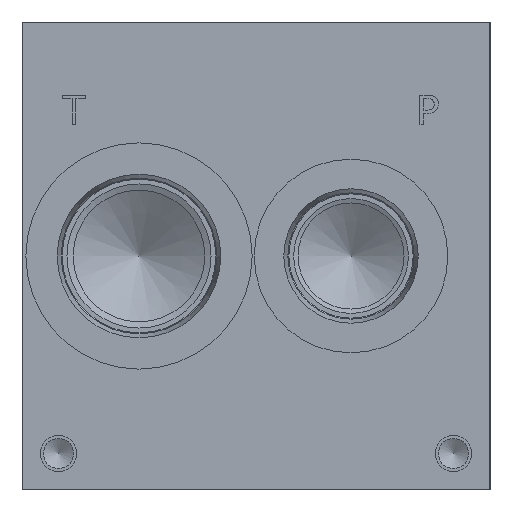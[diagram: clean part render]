
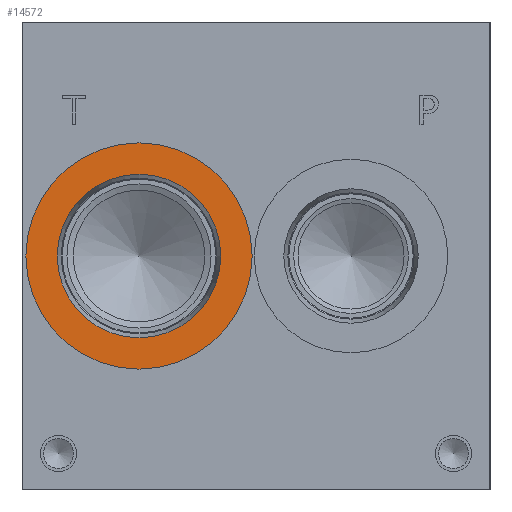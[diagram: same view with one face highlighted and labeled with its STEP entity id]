
A CAD part, left-side view. The second image highlights one B-rep face of the part: STEP entity #14572.
In plain terms, the highlighted planar face has unit normal (-1, 0, 0).
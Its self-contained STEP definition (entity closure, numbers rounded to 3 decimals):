
#530=CIRCLE('',#15337,24.562);
#531=CIRCLE('',#15338,24.562);
#532=CIRCLE('',#15340,17.755);
#533=CIRCLE('',#15341,17.755);
#1181=FACE_BOUND('',#2701,.T.);
#1857=FACE_OUTER_BOUND('',#2700,.T.);
#2700=EDGE_LOOP('',(#12324,#12325));
#2701=EDGE_LOOP('',(#12326,#12327));
#6650=VERTEX_POINT('',#24699);
#6651=VERTEX_POINT('',#24701);
#6652=VERTEX_POINT('',#24705);
#6653=VERTEX_POINT('',#24706);
#8612=EDGE_CURVE('',#6650,#6651,#530,.T.);
#8613=EDGE_CURVE('',#6651,#6650,#531,.T.);
#8614=EDGE_CURVE('',#6652,#6653,#532,.T.);
#8615=EDGE_CURVE('',#6653,#6652,#533,.T.);
#12324=ORIENTED_EDGE('',*,*,#8613,.F.);
#12325=ORIENTED_EDGE('',*,*,#8612,.F.);
#12326=ORIENTED_EDGE('',*,*,#8614,.T.);
#12327=ORIENTED_EDGE('',*,*,#8615,.T.);
#13397=PLANE('',#15339);
#14572=ADVANCED_FACE('',(#1857,#1181),#13397,.F.);
#15337=AXIS2_PLACEMENT_3D('',#24702,#18127,#18128);
#15338=AXIS2_PLACEMENT_3D('',#24703,#18129,#18130);
#15339=AXIS2_PLACEMENT_3D('',#24704,#18131,#18132);
#15340=AXIS2_PLACEMENT_3D('',#24707,#18133,#18134);
#15341=AXIS2_PLACEMENT_3D('',#24708,#18135,#18136);
#18127=DIRECTION('center_axis',(1.,0.,0.));
#18128=DIRECTION('ref_axis',(0.,0.,-1.));
#18129=DIRECTION('center_axis',(1.,0.,0.));
#18130=DIRECTION('ref_axis',(0.,0.,-1.));
#18131=DIRECTION('center_axis',(1.,0.,0.));
#18132=DIRECTION('ref_axis',(0.,0.,-1.));
#18133=DIRECTION('center_axis',(1.,0.,0.));
#18134=DIRECTION('ref_axis',(0.,0.,-1.));
#18135=DIRECTION('center_axis',(1.,0.,0.));
#18136=DIRECTION('ref_axis',(0.,0.,-1.));
#24699=CARTESIAN_POINT('',(0.787,76.2,26.238));
#24701=CARTESIAN_POINT('',(0.787,76.2,75.362));
#24702=CARTESIAN_POINT('Origin',(0.787,76.2,50.8));
#24703=CARTESIAN_POINT('Origin',(0.787,76.2,50.8));
#24704=CARTESIAN_POINT('Origin',(0.787,76.2,68.555));
#24705=CARTESIAN_POINT('',(0.787,76.2,68.555));
#24706=CARTESIAN_POINT('',(0.787,76.2,33.045));
#24707=CARTESIAN_POINT('Origin',(0.787,76.2,50.8));
#24708=CARTESIAN_POINT('Origin',(0.787,76.2,50.8));
